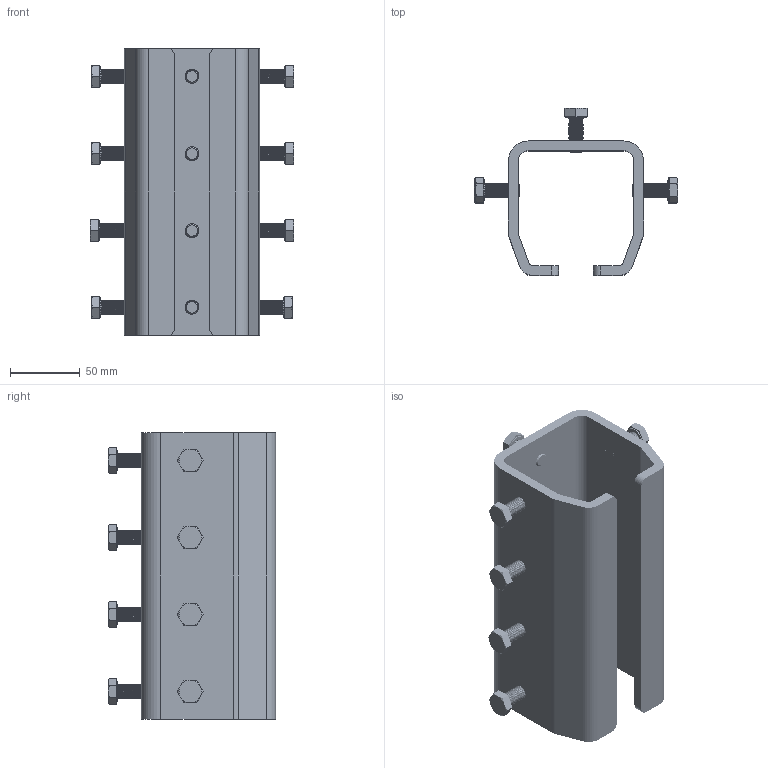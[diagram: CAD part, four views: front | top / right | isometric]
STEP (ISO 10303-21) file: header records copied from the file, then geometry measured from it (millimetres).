
FILE_DESCRIPTION((''),'2;1');
FILE_NAME('9061M.stp','2013-03-12T08:41:06',('Didierr'),(''),'Autodesk Inventor 2013','Autodesk Inventor 2013','');
FILE_SCHEMA(('AUTOMOTIVE_DESIGN { 1 0 10303 214 1 1 1 1 }'));
Length unit declared in the file: millimetre
Products named in the file (3): 9061M; 15997; 04525
Assembly tree (13 placements, depth 2):
  9061M
    15997
    04525  x12
Bounding box: 145.3 x 119.48 x 205 mm (x, y, z)
Volume: 471133.7 mm3; surface area: 154831 mm2
Topology: 13 solids, 13 shells, 322 faces, 728 edges, 456 vertices
Faces by surface type: plane 150, cone 84, cylinder 64, bspline 24
Full cylindrical faces by diameter (mm): 8.376 x12, 14.63 x12
Entity records: 4300 total; most frequent: CARTESIAN_POINT 2444, DIRECTION 382, ORIENTED_EDGE 332, EDGE_CURVE 166, AXIS2_PLACEMENT_3D 151, VERTEX_POINT 117, EDGE_LOOP 109, VECTOR 80
